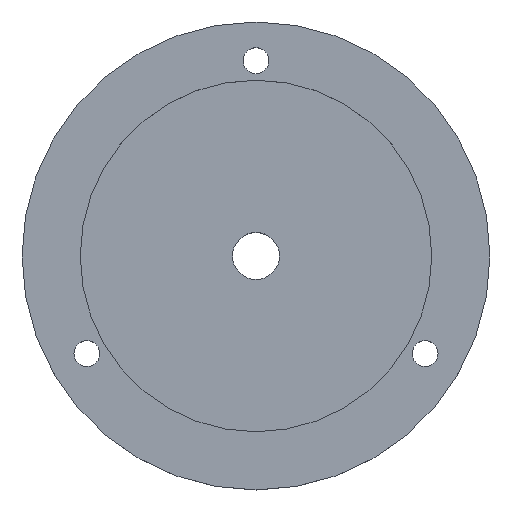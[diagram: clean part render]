
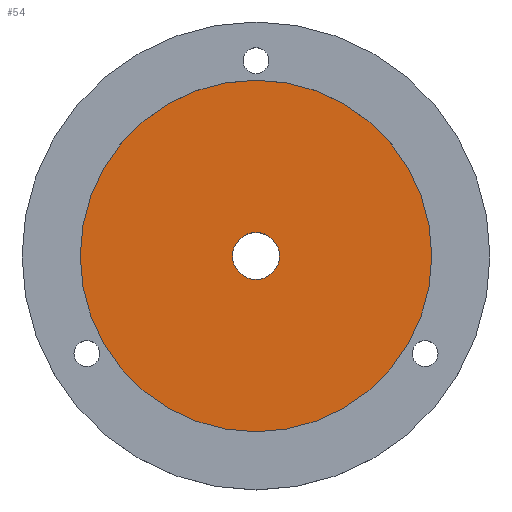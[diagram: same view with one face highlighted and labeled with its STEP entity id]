
A CAD part, top view. The second image highlights one B-rep face of the part: STEP entity #54.
In plain terms, the highlighted planar face has unit normal (0, 0, 1).
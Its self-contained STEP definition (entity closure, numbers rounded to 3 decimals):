
#54=ADVANCED_FACE('',(#122,#123),#124,.F.);
#122=FACE_OUTER_BOUND('',#193,.T.);
#123=FACE_BOUND('',#194,.T.);
#124=PLANE('',#195);
#193=EDGE_LOOP('',(#274));
#194=EDGE_LOOP('',(#275));
#195=AXIS2_PLACEMENT_3D('',#276,#277,#278);
#274=ORIENTED_EDGE('',*,*,#334,.T.);
#275=ORIENTED_EDGE('',*,*,#319,.F.);
#276=CARTESIAN_POINT('',(0.0,36.4,-18.4));
#277=DIRECTION('',(0.0,0.,-1.0));
#278=DIRECTION('',(0.0,1.0,0.));
#319=EDGE_CURVE('',#357,#357,#358,.F.);
#334=EDGE_CURVE('',#381,#381,#382,.T.);
#357=VERTEX_POINT('',#407);
#358=CIRCLE('',#408,3.0);
#381=VERTEX_POINT('',#507);
#382=CIRCLE('',#508,22.5);
#407=CARTESIAN_POINT('',(0.,39.4,-18.4));
#408=AXIS2_PLACEMENT_3D('',#536,#537,#538);
#507=CARTESIAN_POINT('',(22.5,36.4,-18.4));
#508=AXIS2_PLACEMENT_3D('',#557,#558,#559);
#536=CARTESIAN_POINT('',(0.0,36.4,-18.4));
#537=DIRECTION('',(0.0,0.,-1.0));
#538=DIRECTION('',(0.0,1.0,0.));
#557=CARTESIAN_POINT('',(0.0,36.4,-18.4));
#558=DIRECTION('',(-0.0,0.,1.0));
#559=DIRECTION('',(1.0,0.0,0.0));
